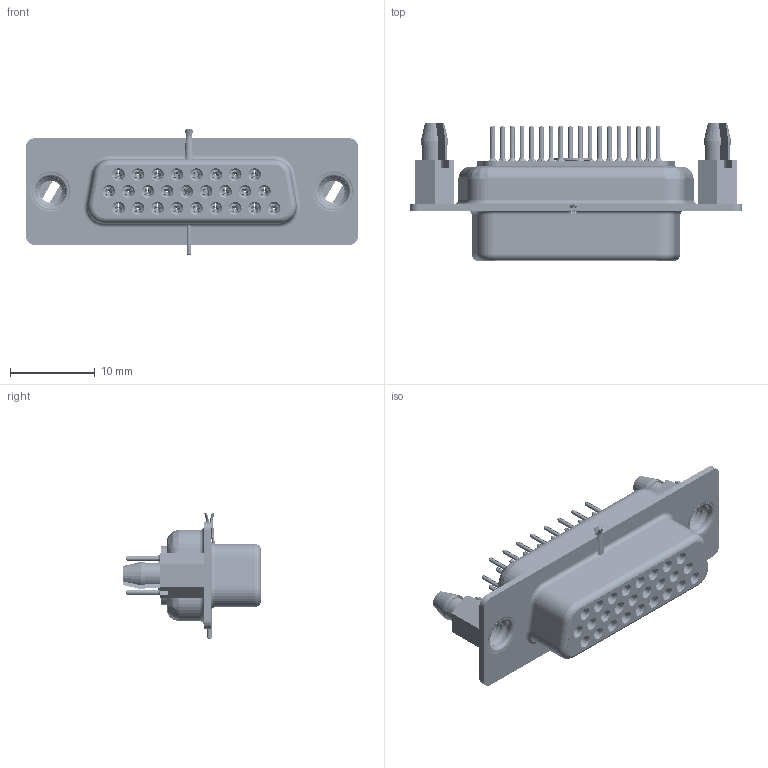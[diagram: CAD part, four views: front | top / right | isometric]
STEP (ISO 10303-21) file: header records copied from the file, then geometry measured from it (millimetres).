
FILE_DESCRIPTION(('HOOPS Exchange Step'),'2;1');
FILE_NAME('export-0DEF6513-11C2-41FD-823A-37A232C9675E.stp','2023-03-11T22:47:49+16:00',('Daxxn'),('Alibre'),'HOOPS Exchange 2022.0','Alibre','Unknown authorisation');
FILE_SCHEMA( ('AP242_MANAGED_MODEL_BASED_3D_ENGINEERING_MIM_LF {1 0 10303 442 1 1 4 }') );
Length unit declared in the file: millimetre
Products named in the file (35): FHOUSING; 26PF_SHELL; SHELL; FCOVER; FCONTACT_2; FCONTACT_3; FCONTACT_4; FCONTACT; HDP-YUCHA; F26P_ASM
Assembly tree (110 placements, depth 3):
  F26P_ASM
    FHOUSING
    26PF_SHELL
    SHELL
    FCOVER
    FCONTACT
      FCONTACT_2
      FCONTACT_3
      FCONTACT_4
    FCONTACT
      FCONTACT_2
      FCONTACT_3
      FCONTACT_4
    FCONTACT
      FCONTACT_2
      FCONTACT_3
      FCONTACT_4
    FCONTACT
      FCONTACT_2
      FCONTACT_3
      FCONTACT_4
    FCONTACT
      FCONTACT_2
      FCONTACT_3
      FCONTACT_4
    FCONTACT
      FCONTACT_2
      FCONTACT_3
      FCONTACT_4
    FCONTACT
      FCONTACT_2
      FCONTACT_3
      FCONTACT_4
    FCONTACT
      FCONTACT_2
      FCONTACT_3
      FCONTACT_4
    FCONTACT
      FCONTACT_2
      FCONTACT_3
      FCONTACT_4
    FCONTACT
      FCONTACT_2
      FCONTACT_3
      FCONTACT_4
    FCONTACT
      FCONTACT_2
      FCONTACT_3
      FCONTACT_4
    FCONTACT
      FCONTACT_2
      FCONTACT_3
      FCONTACT_4
    FCONTACT
      FCONTACT_2
      FCONTACT_3
      FCONTACT_4
    FCONTACT
      FCONTACT_2
      FCONTACT_3
Bounding box: 39.1 x 16.2 x 14.91 mm (x, y, z)
Volume: 2432.9 mm3; surface area: 8447.3 mm2
Topology: 88 solids, 88 shells, 4657 faces, 12497 edges, 8027 vertices
Faces by surface type: bspline 2157, cylinder 900, cone 745, plane 595, torus 260
Entity records: 35579 total; most frequent: CARTESIAN_POINT 11423, DIRECTION 4983, ORIENTED_EDGE 4614, EDGE_CURVE 2307, AXIS2_PLACEMENT_3D 2011, VERTEX_POINT 1453, CIRCLE 1057, EDGE_LOOP 1056
